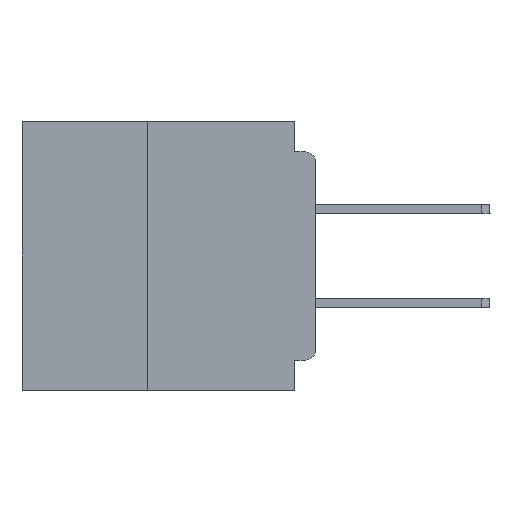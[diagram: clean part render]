
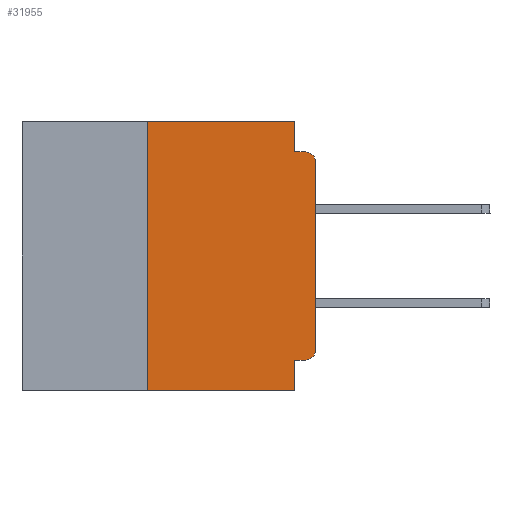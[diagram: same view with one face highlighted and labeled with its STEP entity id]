
A CAD part, left-side view. The second image highlights one B-rep face of the part: STEP entity #31955.
In plain terms, the highlighted planar face has unit normal (-1, 0, 0).
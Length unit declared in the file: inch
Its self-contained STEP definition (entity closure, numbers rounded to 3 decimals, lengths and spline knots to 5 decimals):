
#951 = LINE ( 'NONE', #29411, #62778 ) ;
#1349 = PLANE ( 'NONE',  #64389 ) ;
#1355 = LINE ( 'NONE', #29564, #50060 ) ;
#3380 = DIRECTION ( 'NONE',  ( 0., 0., 1. ) ) ;
#4269 = VERTEX_POINT ( 'NONE', #9196 ) ;
#5469 = ORIENTED_EDGE ( 'NONE', *, *, #38727, .T. ) ;
#5637 = EDGE_CURVE ( 'NONE', #13333, #14514, #1355, .T. ) ;
#5853 = VECTOR ( 'NONE', #20563, 39.37008 ) ;
#6423 = LINE ( 'NONE', #18316, #8006 ) ;
#8006 = VECTOR ( 'NONE', #53247, 39.37008 ) ;
#8106 = VERTEX_POINT ( 'NONE', #21481 ) ;
#8296 = CARTESIAN_POINT ( 'NONE',  ( 0., 0.031, 0. ) ) ;
#9007 = CARTESIAN_POINT ( 'NONE',  ( 0., 0., -0.34 ) ) ;
#9196 = CARTESIAN_POINT ( 'NONE',  ( 0., 0.015, -0.355 ) ) ;
#10103 = EDGE_CURVE ( 'NONE', #8106, #45647, #46066, .T. ) ;
#10821 = ORIENTED_EDGE ( 'NONE', *, *, #42716, .F. ) ;
#11649 = AXIS2_PLACEMENT_3D ( 'NONE', #49635, #19724, #54635 ) ;
#12157 = DIRECTION ( 'NONE',  ( -1., 0., 0. ) ) ;
#12269 = VECTOR ( 'NONE', #35016, 39.37008 ) ;
#12403 = CIRCLE ( 'NONE', #11649, 0.015 ) ;
#13333 = VERTEX_POINT ( 'NONE', #17956 ) ;
#14472 = VERTEX_POINT ( 'NONE', #27976 ) ;
#14514 = VERTEX_POINT ( 'NONE', #8296 ) ;
#16165 = EDGE_CURVE ( 'NONE', #24902, #43608, #951, .T. ) ;
#16652 = DIRECTION ( 'NONE',  ( 0., 0., -1. ) ) ;
#16660 = EDGE_CURVE ( 'NONE', #8106, #13333, #6423, .T. ) ;
#17859 = VECTOR ( 'NONE', #46437, 39.37008 ) ;
#17956 = CARTESIAN_POINT ( 'NONE',  ( 0., 0.25, 0. ) ) ;
#18316 = CARTESIAN_POINT ( 'NONE',  ( 0., 0.25, -0.4 ) ) ;
#19724 = DIRECTION ( 'NONE',  ( -1., 0., 0. ) ) ;
#19781 = ORIENTED_EDGE ( 'NONE', *, *, #16165, .F. ) ;
#20563 = DIRECTION ( 'NONE',  ( 0., 0., -1. ) ) ;
#20895 = LINE ( 'NONE', #55475, #5853 ) ;
#21481 = CARTESIAN_POINT ( 'NONE',  ( 0., 0.25, -0.4 ) ) ;
#24901 = CARTESIAN_POINT ( 'NONE',  ( 0., 0.031, 0. ) ) ;
#24902 = VERTEX_POINT ( 'NONE', #47001 ) ;
#26579 = CARTESIAN_POINT ( 'NONE',  ( 0., 0.015, -0.045 ) ) ;
#26783 = ORIENTED_EDGE ( 'NONE', *, *, #16660, .F. ) ;
#27976 = CARTESIAN_POINT ( 'NONE',  ( 0., 0., -0.06 ) ) ;
#28848 = VECTOR ( 'NONE', #52061, 39.37008 ) ;
#29365 = ORIENTED_EDGE ( 'NONE', *, *, #57831, .F. ) ;
#29411 = CARTESIAN_POINT ( 'NONE',  ( 0., 0., -0.045 ) ) ;
#29536 = ORIENTED_EDGE ( 'NONE', *, *, #10103, .T. ) ;
#29564 = CARTESIAN_POINT ( 'NONE',  ( 0., 0.437, 0. ) ) ;
#31433 = CARTESIAN_POINT ( 'NONE',  ( 0., 0.437, -0.4 ) ) ;
#31585 = FACE_OUTER_BOUND ( 'NONE', #44608, .T. ) ;
#31955 = ADVANCED_FACE ( 'NONE', ( #31585 ), #1349, .F. ) ;
#34306 = VERTEX_POINT ( 'NONE', #59189 ) ;
#35016 = DIRECTION ( 'NONE',  ( 0., 0., -1. ) ) ;
#35088 = ORIENTED_EDGE ( 'NONE', *, *, #61576, .T. ) ;
#38521 = EDGE_CURVE ( 'NONE', #34306, #45647, #20895, .T. ) ;
#38671 = CARTESIAN_POINT ( 'NONE',  ( 0., 0., 0. ) ) ;
#38727 = EDGE_CURVE ( 'NONE', #14472, #43608, #48206, .T. ) ;
#41658 = CARTESIAN_POINT ( 'NONE',  ( 0., 0.437, 0. ) ) ;
#41834 = EDGE_CURVE ( 'NONE', #4269, #53682, #12403, .T. ) ;
#42100 = CARTESIAN_POINT ( 'NONE',  ( 0., 0., -0.355 ) ) ;
#42227 = CARTESIAN_POINT ( 'NONE',  ( 0., 0.015, -0.06 ) ) ;
#42716 = EDGE_CURVE ( 'NONE', #14514, #24902, #53751, .T. ) ;
#43608 = VERTEX_POINT ( 'NONE', #26579 ) ;
#44608 = EDGE_LOOP ( 'NONE', ( #35088, #5469, #19781, #10821, #55190, #26783, #29536, #60603, #29365, #55105 ) ) ;
#45213 = LINE ( 'NONE', #42100, #28848 ) ;
#45647 = VERTEX_POINT ( 'NONE', #48853 ) ;
#46066 = LINE ( 'NONE', #31433, #17859 ) ;
#46437 = DIRECTION ( 'NONE',  ( 0., -1., 0. ) ) ;
#46639 = DIRECTION ( 'NONE',  ( 1., 0., 0. ) ) ;
#47001 = CARTESIAN_POINT ( 'NONE',  ( 0., 0.031, -0.045 ) ) ;
#47189 = DIRECTION ( 'NONE',  ( 0., 0., -1. ) ) ;
#48206 = CIRCLE ( 'NONE', #55524, 0.015 ) ;
#48853 = CARTESIAN_POINT ( 'NONE',  ( 0., 0.031, -0.4 ) ) ;
#49332 = DIRECTION ( 'NONE',  ( 0., -1., 0. ) ) ;
#49635 = CARTESIAN_POINT ( 'NONE',  ( 0., 0.015, -0.34 ) ) ;
#50060 = VECTOR ( 'NONE', #49332, 39.37008 ) ;
#52061 = DIRECTION ( 'NONE',  ( 0., 1., 0. ) ) ;
#53247 = DIRECTION ( 'NONE',  ( 0., 0., 1. ) ) ;
#53682 = VERTEX_POINT ( 'NONE', #9007 ) ;
#53751 = LINE ( 'NONE', #24901, #12269 ) ;
#54635 = DIRECTION ( 'NONE',  ( 0., 0., -1. ) ) ;
#55105 = ORIENTED_EDGE ( 'NONE', *, *, #41834, .T. ) ;
#55190 = ORIENTED_EDGE ( 'NONE', *, *, #5637, .F. ) ;
#55475 = CARTESIAN_POINT ( 'NONE',  ( 0., 0.031, -0.4 ) ) ;
#55524 = AXIS2_PLACEMENT_3D ( 'NONE', #42227, #12157, #47189 ) ;
#57831 = EDGE_CURVE ( 'NONE', #4269, #34306, #45213, .T. ) ;
#59135 = DIRECTION ( 'NONE',  ( 0., -1., 0. ) ) ;
#59189 = CARTESIAN_POINT ( 'NONE',  ( 0., 0.031, -0.355 ) ) ;
#60603 = ORIENTED_EDGE ( 'NONE', *, *, #38521, .F. ) ;
#61576 = EDGE_CURVE ( 'NONE', #53682, #14472, #64840, .T. ) ;
#61740 = VECTOR ( 'NONE', #3380, 39.37008 ) ;
#62778 = VECTOR ( 'NONE', #59135, 39.37008 ) ;
#64389 = AXIS2_PLACEMENT_3D ( 'NONE', #41658, #46639, #16652 ) ;
#64840 = LINE ( 'NONE', #38671, #61740 ) ;
